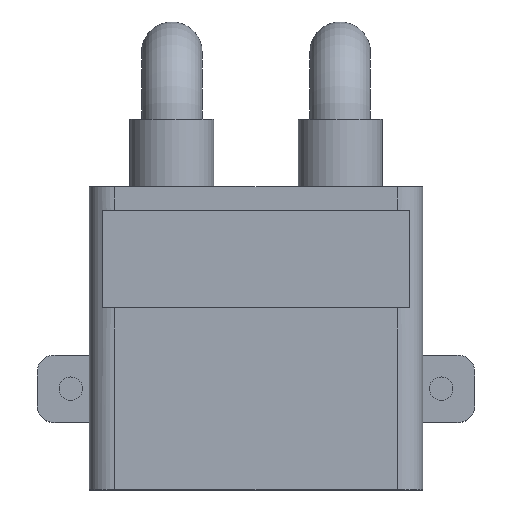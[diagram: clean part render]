
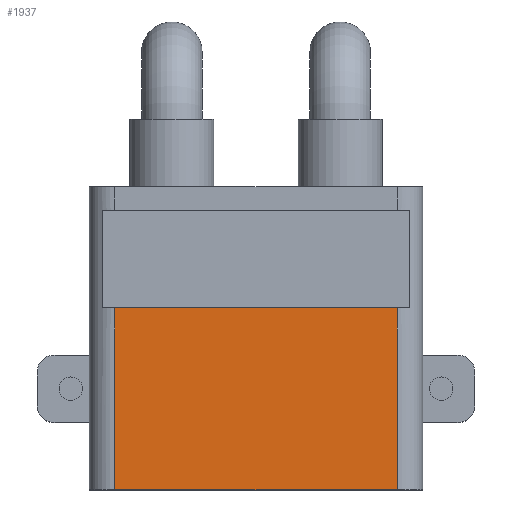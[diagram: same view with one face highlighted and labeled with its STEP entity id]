
A CAD part, top view. The second image highlights one B-rep face of the part: STEP entity #1937.
In plain terms, the highlighted planar face has unit normal (0, 0, 1).
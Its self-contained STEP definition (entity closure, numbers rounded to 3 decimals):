
#233=FACE_OUTER_BOUND('',#345,.T.);
#345=EDGE_LOOP('',(#1623,#1624,#1625,#1626));
#479=LINE('',#3185,#653);
#535=LINE('',#3381,#709);
#537=LINE('',#3386,#711);
#539=LINE('',#3391,#713);
#653=VECTOR('',#2396,10.);
#709=VECTOR('',#2616,10.);
#711=VECTOR('',#2624,10.);
#713=VECTOR('',#2630,10.);
#837=VERTEX_POINT('',#3182);
#838=VERTEX_POINT('',#3184);
#895=VERTEX_POINT('',#3378);
#896=VERTEX_POINT('',#3380);
#1058=EDGE_CURVE('',#838,#837,#479,.T.);
#1152=EDGE_CURVE('',#896,#895,#535,.T.);
#1155=EDGE_CURVE('',#837,#896,#537,.T.);
#1158=EDGE_CURVE('',#838,#895,#539,.T.);
#1623=ORIENTED_EDGE('',*,*,#1152,.T.);
#1624=ORIENTED_EDGE('',*,*,#1158,.F.);
#1625=ORIENTED_EDGE('',*,*,#1058,.T.);
#1626=ORIENTED_EDGE('',*,*,#1155,.T.);
#1773=PLANE('',#2126);
#1937=ADVANCED_FACE('',(#233),#1773,.T.);
#2126=AXIS2_PLACEMENT_3D('',#3390,#2628,#2629);
#2396=DIRECTION('',(1.,0.,0.));
#2616=DIRECTION('',(-1.,0.,0.));
#2624=DIRECTION('',(0.,1.,0.));
#2628=DIRECTION('center_axis',(0.,0.,1.));
#2629=DIRECTION('ref_axis',(1.,0.,0.));
#2630=DIRECTION('',(0.,1.,0.));
#3182=CARTESIAN_POINT('',(4.2,0.,5.));
#3184=CARTESIAN_POINT('',(-4.2,0.,5.));
#3185=CARTESIAN_POINT('',(-4.2,0.,5.));
#3378=CARTESIAN_POINT('',(-4.2,5.4,5.));
#3380=CARTESIAN_POINT('',(4.2,5.4,5.));
#3381=CARTESIAN_POINT('',(0.175,5.4,5.));
#3386=CARTESIAN_POINT('',(4.2,0.,5.));
#3390=CARTESIAN_POINT('Origin',(-4.2,0.,5.));
#3391=CARTESIAN_POINT('',(-4.2,0.,5.));
